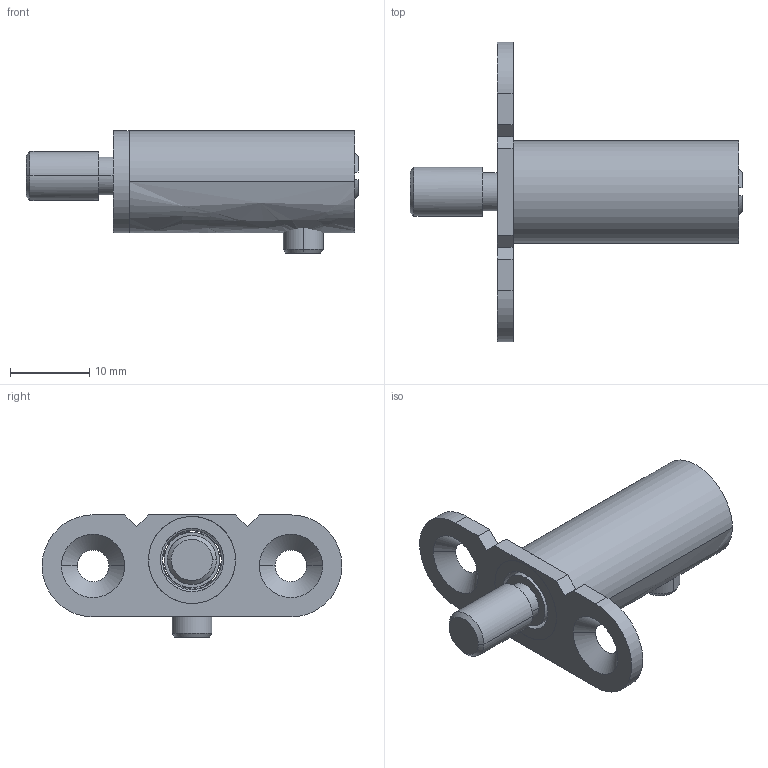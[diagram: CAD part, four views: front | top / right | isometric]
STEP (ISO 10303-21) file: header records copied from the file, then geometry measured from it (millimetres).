
FILE_DESCRIPTION(/* description */ (''),/* implementation_level */ '2;1');
FILE_NAME(/* name */ 'SH_BES~1',/* time_stamp */ '2018-10-15T18:11:49+02:00',/* author */ (''),/* organization */ (''),/* preprocessor_version */ 'ST-DEVELOPER v15',/* originating_system */ '',/* authorisation */ '');
FILE_SCHEMA (('AUTOMOTIVE_DESIGN_CC2'));
Length unit declared in the file: millimetre
Products named in the file (1): Document
Bounding box: 41.96 x 37.89 x 15.45 mm (x, y, z)
Volume: 2052.3 mm3; surface area: 4273.7 mm2
Topology: 3 solids, 4 shells, 98 faces, 243 edges, 150 vertices
Faces by surface type: bspline 60, plane 38
Entity records: 4263 total; most frequent: CARTESIAN_POINT 2750, ORIENTED_EDGE 473, EDGE_CURVE 237, VERTEX_POINT 150, B_SPLINE_CURVE_WITH_KNOTS 135, EDGE_LOOP 112, ADVANCED_FACE 98, FACE_OUTER_BOUND 98
